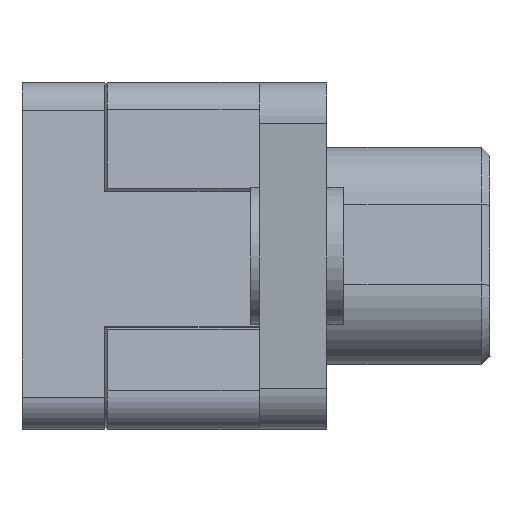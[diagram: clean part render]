
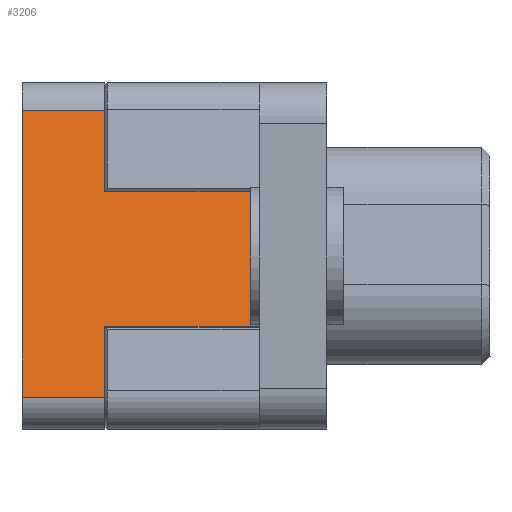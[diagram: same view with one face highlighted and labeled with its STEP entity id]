
A CAD part, left-side view. The second image highlights one B-rep face of the part: STEP entity #3206.
In plain terms, the highlighted planar face has unit normal (-0.985, 0, 0.172).
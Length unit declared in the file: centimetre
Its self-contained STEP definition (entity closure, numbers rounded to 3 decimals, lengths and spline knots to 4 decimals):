
#481=FACE_OUTER_BOUND('',#692,.T.);
#692=EDGE_LOOP('',(#2587,#2588,#2589,#2590,#2591,#2592,#2593,#2594));
#1030=LINE('',#5142,#1282);
#1033=LINE('',#5148,#1285);
#1040=LINE('',#5163,#1292);
#1045=LINE('',#5177,#1297);
#1084=LINE('',#5269,#1336);
#1097=LINE('',#5299,#1349);
#1100=LINE('',#5304,#1352);
#1101=LINE('',#5306,#1353);
#1282=VECTOR('',#4102,0.56);
#1285=VECTOR('',#4107,0.2585);
#1292=VECTOR('',#4120,0.5);
#1297=VECTOR('',#4133,0.56);
#1336=VECTOR('',#4216,1.0556);
#1349=VECTOR('',#4243,0.2971);
#1352=VECTOR('',#4250,0.3);
#1353=VECTOR('',#4253,0.3);
#1541=VERTEX_POINT('',#5139);
#1542=VERTEX_POINT('',#5141);
#1543=VERTEX_POINT('',#5145);
#1544=VERTEX_POINT('',#5147);
#1549=VERTEX_POINT('',#5162);
#1584=VERTEX_POINT('',#5266);
#1585=VERTEX_POINT('',#5268);
#1595=VERTEX_POINT('',#5297);
#1910=EDGE_CURVE('',#1541,#1542,#1030,.T.);
#1913=EDGE_CURVE('',#1543,#1544,#1033,.T.);
#1921=EDGE_CURVE('',#1542,#1549,#1040,.T.);
#1929=EDGE_CURVE('',#1543,#1549,#1045,.T.);
#1974=EDGE_CURVE('',#1585,#1584,#1084,.T.);
#1991=EDGE_CURVE('',#1595,#1541,#1097,.T.);
#1994=EDGE_CURVE('',#1584,#1544,#1100,.T.);
#1995=EDGE_CURVE('',#1585,#1595,#1101,.T.);
#2587=ORIENTED_EDGE('',*,*,#1921,.F.);
#2588=ORIENTED_EDGE('',*,*,#1910,.F.);
#2589=ORIENTED_EDGE('',*,*,#1991,.F.);
#2590=ORIENTED_EDGE('',*,*,#1995,.F.);
#2591=ORIENTED_EDGE('',*,*,#1974,.T.);
#2592=ORIENTED_EDGE('',*,*,#1994,.T.);
#2593=ORIENTED_EDGE('',*,*,#1913,.F.);
#2594=ORIENTED_EDGE('',*,*,#1929,.T.);
#3068=PLANE('',#3497);
#3206=ADVANCED_FACE('',(#481),#3068,.T.);
#3497=AXIS2_PLACEMENT_3D('',#5305,#4251,#4252);
#4102=DIRECTION('',(0.,-1.,0.));
#4107=DIRECTION('',(-0.172,0.,-0.985));
#4120=DIRECTION('',(-0.172,0.,-0.985));
#4133=DIRECTION('',(0.,-1.,0.));
#4216=DIRECTION('',(-0.172,0.,-0.985));
#4243=DIRECTION('',(-0.172,0.,-0.985));
#4250=DIRECTION('',(0.,-1.,0.));
#4251=DIRECTION('center_axis',(-0.985,0.,0.172));
#4252=DIRECTION('ref_axis',(-0.172,0.,-0.985));
#4253=DIRECTION('',(0.,-1.,0.));
#5139=CARTESIAN_POINT('',(-14.1586,14.1553,-4.7904));
#5141=CARTESIAN_POINT('',(-14.1586,13.5953,-4.7904));
#5142=CARTESIAN_POINT('',(-14.1586,14.1553,-4.7904));
#5145=CARTESIAN_POINT('',(-14.2444,14.1553,-5.283));
#5147=CARTESIAN_POINT('',(-14.2888,14.1553,-5.5377));
#5148=CARTESIAN_POINT('',(-14.1076,14.1553,-4.4978));
#5162=CARTESIAN_POINT('',(-14.2444,13.5953,-5.283));
#5163=CARTESIAN_POINT('',(-14.1228,13.5953,-4.5852));
#5177=CARTESIAN_POINT('',(-14.2444,14.1553,-5.283));
#5266=CARTESIAN_POINT('',(-14.2888,14.4553,-5.5377));
#5268=CARTESIAN_POINT('',(-14.1076,14.4553,-4.4978));
#5269=CARTESIAN_POINT('',(-14.1076,14.4553,-4.4978));
#5297=CARTESIAN_POINT('',(-14.1076,14.1553,-4.4978));
#5299=CARTESIAN_POINT('',(-14.1076,14.1553,-4.4978));
#5304=CARTESIAN_POINT('',(-14.2888,14.4553,-5.5377));
#5305=CARTESIAN_POINT('Origin',(-14.1076,14.4553,-4.4978));
#5306=CARTESIAN_POINT('',(-14.1076,14.4553,-4.4978));
